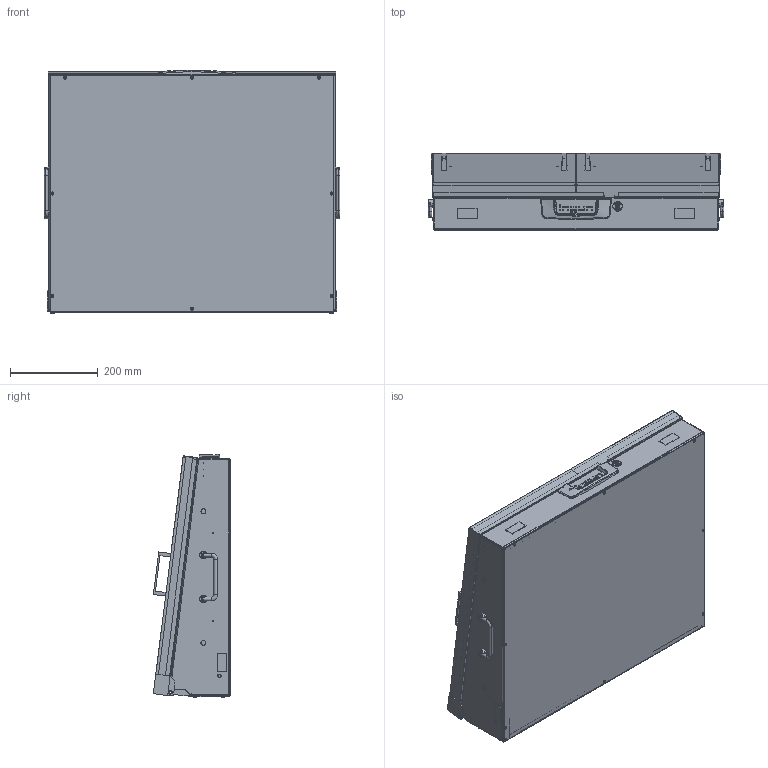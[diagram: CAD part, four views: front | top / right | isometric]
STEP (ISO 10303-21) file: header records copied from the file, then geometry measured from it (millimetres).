
FILE_DESCRIPTION (( 'STEP AP214' ), '1' );
FILE_NAME ('INGUN_114638.STEP', '2024-02-06T14:45:24', ( '' ), ( '' ), 'SwSTEP 2.0', 'SolidWorks 2021', '' );
FILE_SCHEMA (( 'AUTOMOTIVE_DESIGN' ));
Length unit declared in the file: millimetre
Products named in the file (50): 114196~0; ISO7380~n_M04,0x012; 113681~1; 112176~0_S; 100974~1_KUNDE<S>; 8078_1~0; 114196_003~0; 112026~0_Mitte<S>; DIN125~n_04,3 M04,0; 11655~0; 8078~0_flexibel <Standard>; 114196_002~0; 114556~0_S; 113714~0; 115770~0_S; 112992~2_S; 113787~1_S; 114555~0_Kunde<S>; 113680~0_S; 113760~1_S; INGUN_114638; 112087~2_S; 111995~2_S; DIN7991~n_M03,0x006; DIN912~n_M04,0x012; 114545~0_S; 112025~2_S; 1607~1; 114364~0_S; 19420~3; 114543~2_KUNDE<S>; 8078_2~0; 11657~0; DIN985-A2~n_M04,0; 49317~0; 32171~0_S; Gewindebuchse~n_M04-07,5 offen; 113786~1_S; 114196_004~0_S; 113713~0_S ...
Assembly tree (90 placements, depth 5):
  INGUN_114638
    113786~1_S
      113787~1_S
      32171~0_S
      112024~0_S
      112025~2_S
      DIN125~n_04,3 M04,0
      DIN985-A2~n_M04,0
      DIN912~n_M04,0x012
      112026~0_Mitte<S>
      112992~2_S  x2
      49317~0  x2
      ISO7380~n_M03,0x005
      114196~0  x2
        114196_001~0
        114196_002~0
        114196_003~0
        114196_004~0_S
      114364~0_S
    114543~2_KUNDE<S>
      115770~0_S
        114545~0_S
        Gewindebuchse~n_M04-07,5 offen  x8
      114548~0_S  x2
      114555~0_Kunde<S>  x2
        100974~1_KUNDE<S>
        100974~1_KUNDE<S>
        100974~1_KUNDE<S>
        100974~1_KUNDE<S>
      113760~1_S
      114556~0_S
      1607~1  x4
      112176~0_S  x2
        112087~2_S
          111995~2_S
          115289~0_S
        49317~0
      19420~3  x2
      11657~0  x2
      11655~0  x2
      ISO7380~n_M04,0x012  x3
    8078~0_flexibel <Standard>
      8078_1~0
      8078_2~0
    8078~0_flexibel <Standard>
      8078_1~0
      8078_2~0
    113713~0_S
      113714~0
      DIN7991~n_M03,0x006  x8
    113680~0_S
      113681~1
      DIN125~n_04,3 M04,0  x4
      ISO7380~n_M04,0x008  x4
Bounding box: 674 x 176.25 x 554.82 mm (x, y, z)
Volume: 7598439.3 mm3; surface area: 3480856.4 mm2
Topology: 92 solids, 92 shells, 4158 faces, 10202 edges, 6581 vertices
Faces by surface type: plane 2157, cylinder 1542, cone 236, torus 110, bspline 103, sphere 10
Entity records: 79081 total; most frequent: CARTESIAN_POINT 25009, DIRECTION 10970, ORIENTED_EDGE 10410, EDGE_CURVE 5205, AXIS2_PLACEMENT_3D 4085, VERTEX_POINT 3366, VECTOR 2800, LINE 2800
